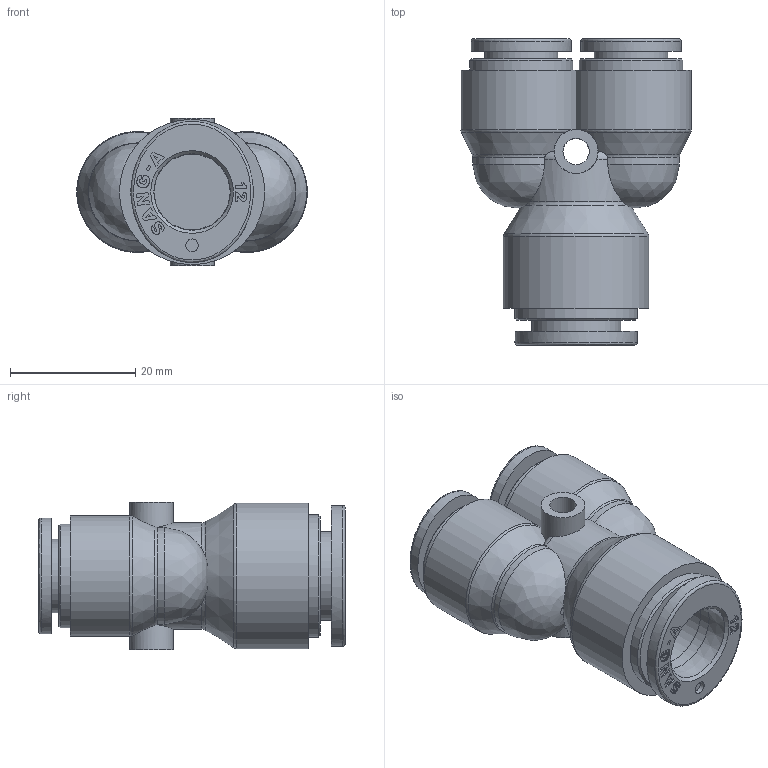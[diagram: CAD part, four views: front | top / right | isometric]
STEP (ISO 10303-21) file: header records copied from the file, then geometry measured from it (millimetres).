
FILE_DESCRIPTION((''),'2;1');
FILE_NAME('CR-PW 1210.stp','2020-11-11T13:43:33',('Administrator'),(''),'Autodesk Inventor 2013','Autodesk Inventor 2013','');
FILE_SCHEMA(('CONFIG_CONTROL_DESIGN'));
Length unit declared in the file: millimetre
Products named in the file (4): 조립품25; CR-PW 1210 BODY; CR-SLEEVE 10; CR-SLEEVE 12
Assembly tree (4 placements, depth 2):
  조립품25
    CR-PW 1210 BODY
    CR-SLEEVE 10  x2
    CR-SLEEVE 12
Bounding box: 36.76 x 48.9 x 23.5 mm (x, y, z)
Volume: 15046 mm3; surface area: 9517.4 mm2
Topology: 4 solids, 4 shells, 1186 faces, 3398 edges, 2264 vertices
Faces by surface type: plane 1112, cylinder 40, cone 12, torus 11, bspline 11
Full cylindrical faces by diameter (mm): 2 x3, 4.2 x1, 7 x2, 10.18 x2, 10.2 x2, 11.7 x2, 12.193 x1, 12.2 x1, 14.2 x1, 16.5 x2, 19.6 x1, 23.2 x1
Entity records: 26752 total; most frequent: CARTESIAN_POINT 5418, ORIENTED_EDGE 4456, DIRECTION 3847, EDGE_CURVE 2228, VECTOR 2085, LINE 2085, VERTEX_POINT 1497, AXIS2_PLACEMENT_3D 881
